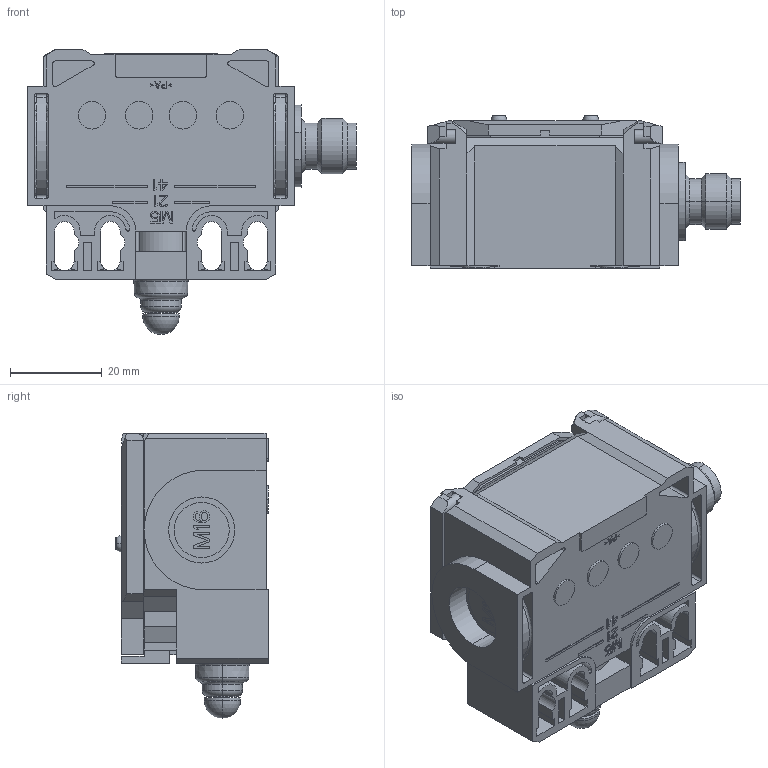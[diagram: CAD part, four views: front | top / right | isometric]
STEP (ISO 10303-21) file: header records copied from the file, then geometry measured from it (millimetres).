
FILE_DESCRIPTION((''),'2;1');
FILE_NAME('6073201052_SW0001','2010-07-05T',('T.Romberg'),(''),'PRO/ENGINEER BY PARAMETRIC TECHNOLOGY CORPORATION, 2005070','PRO/ENGINEER BY PARAMETRIC TECHNOLOGY CORPORATION, 2005070','');
FILE_SCHEMA(('AUTOMOTIVE_DESIGN_CC2 { 1 2 10303 214 -1 1 5 2 }'));
Length unit declared in the file: millimetre
Products named in the file (1): 6073201052_SW0001
Bounding box: 71.5 x 33.2 x 62 mm (x, y, z)
Surface area: 21639.5 mm2 (no closed solid volume)
Topology: 0 solids, 22 shells, 616 faces, 1981 edges, 1391 vertices
Faces by surface type: plane 418, cylinder 129, sphere 22, cone 22, torus 17, bspline 8
Entity records: 32725 total; most frequent: CARTESIAN_POINT 4499, DIRECTION 3514, ORIENTED_EDGE 3498, PRESENTATION_STYLE_ASSIGNMENT 2593, STYLED_ITEM 1979, CURVE_STYLE 1967, EDGE_CURVE 1967, VECTOR 1540
